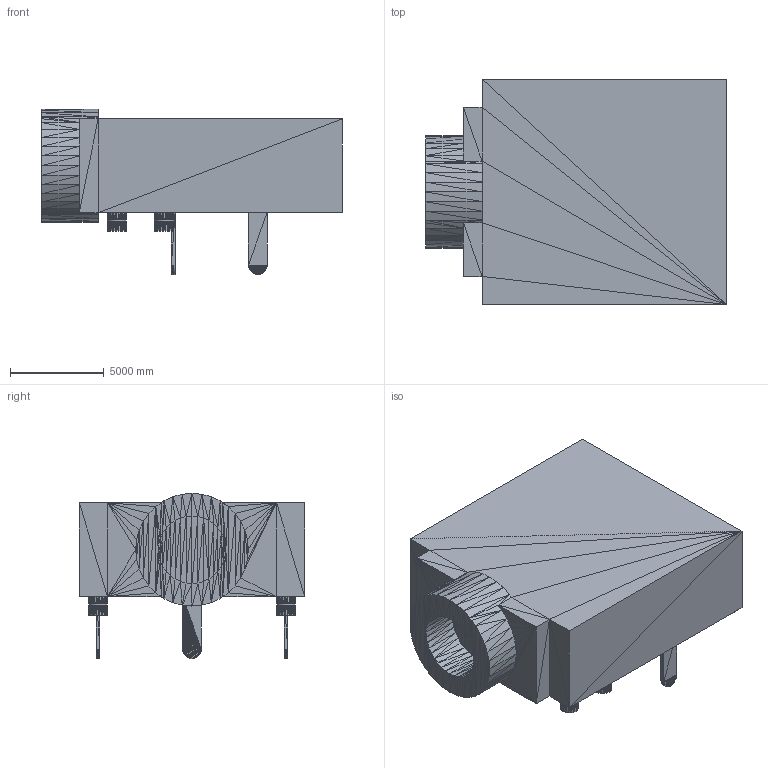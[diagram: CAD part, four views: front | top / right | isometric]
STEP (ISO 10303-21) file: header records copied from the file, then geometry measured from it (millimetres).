
FILE_DESCRIPTION(('FreeCAD Model'),'2;1');
FILE_NAME('Open CASCADE Shape Model','2021-04-28T11:59:58',('Author'),( ''),'Open CASCADE STEP processor 7.5','FreeCAD','Unknown');
FILE_SCHEMA(('AUTOMOTIVE_DESIGN { 1 0 10303 214 1 1 1 1 }'));
Products named in the file (1): CUI_SJ1_3523N001
Bounding box: 16000 x 12000 x 8800 mm (x, y, z)
Surface area: 693577676.5 mm2 (no closed solid volume)
Topology: 0 solids, 2 shells, 1384 faces, 2077 edges, 695 vertices
Faces by surface type: plane 1384
Entity records: 51980 total; most frequent: CARTESIAN_POINT 10389, DIRECTION 6930, LINE 4160, VECTOR 4160, ORIENTED_EDGE 4156, PCURVE 4156, DEFINITIONAL_REPRESENTATION 4156, EDGE_CURVE 2078
